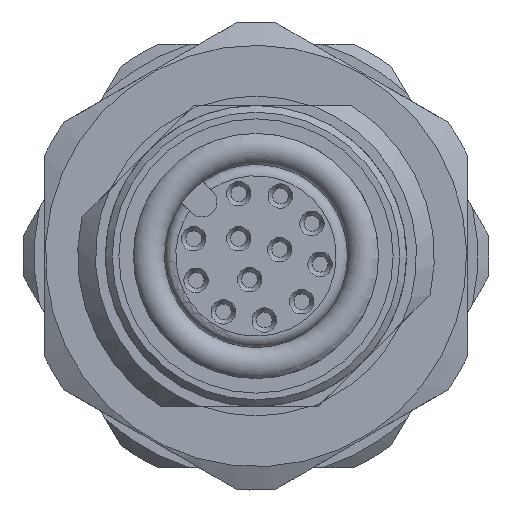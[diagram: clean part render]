
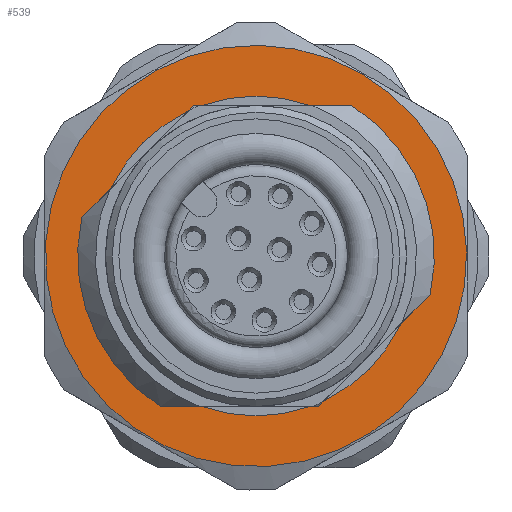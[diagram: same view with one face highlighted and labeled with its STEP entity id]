
A CAD part, front view. The second image highlights one B-rep face of the part: STEP entity #539.
In plain terms, the highlighted planar face has unit normal (0, -1, 0).
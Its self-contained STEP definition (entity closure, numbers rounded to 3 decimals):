
#162=FACE_BOUND('',#984,.T.);
#163=FACE_BOUND('',#985,.T.);
#434=PLANE('',#3494);
#539=ADVANCED_FACE('',(#162,#163),#434,.T.);
#984=EDGE_LOOP('',(#1729));
#985=EDGE_LOOP('',(#1730,#1731,#1732,#1733,#1734,#1735,#1736,#1737,#1738,
#1739,#1740,#1741,#1742,#1743));
#1360=LINE('',#5097,#1490);
#1362=LINE('',#5100,#1492);
#1368=LINE('',#5116,#1498);
#1369=LINE('',#5117,#1499);
#1375=LINE('',#5133,#1505);
#1377=LINE('',#5136,#1507);
#1382=LINE('',#5150,#1512);
#1383=LINE('',#5151,#1513);
#1490=VECTOR('',#4012,1.);
#1492=VECTOR('',#4014,1.);
#1498=VECTOR('',#4022,1.);
#1499=VECTOR('',#4023,1.);
#1505=VECTOR('',#4031,1.);
#1507=VECTOR('',#4033,1.);
#1512=VECTOR('',#4040,1.);
#1513=VECTOR('',#4041,1.);
#1729=ORIENTED_EDGE('',*,*,#2864,.F.);
#1730=ORIENTED_EDGE('',*,*,#2837,.F.);
#1731=ORIENTED_EDGE('',*,*,#2844,.F.);
#1732=ORIENTED_EDGE('',*,*,#2865,.F.);
#1733=ORIENTED_EDGE('',*,*,#2845,.F.);
#1734=ORIENTED_EDGE('',*,*,#2820,.F.);
#1735=ORIENTED_EDGE('',*,*,#2860,.T.);
#1736=ORIENTED_EDGE('',*,*,#2866,.F.);
#1737=ORIENTED_EDGE('',*,*,#2861,.T.);
#1738=ORIENTED_EDGE('',*,*,#2852,.T.);
#1739=ORIENTED_EDGE('',*,*,#2867,.F.);
#1740=ORIENTED_EDGE('',*,*,#2854,.T.);
#1741=ORIENTED_EDGE('',*,*,#2797,.F.);
#1742=ORIENTED_EDGE('',*,*,#2835,.F.);
#1743=ORIENTED_EDGE('',*,*,#2868,.F.);
#2466=VERTEX_POINT('',#4989);
#2468=VERTEX_POINT('',#4992);
#2483=VERTEX_POINT('',#5054);
#2484=VERTEX_POINT('',#5056);
#2493=VERTEX_POINT('',#5096);
#2494=VERTEX_POINT('',#5099);
#2495=VERTEX_POINT('',#5101);
#2499=VERTEX_POINT('',#5115);
#2500=VERTEX_POINT('',#5118);
#2504=VERTEX_POINT('',#5132);
#2505=VERTEX_POINT('',#5134);
#2506=VERTEX_POINT('',#5137);
#2509=VERTEX_POINT('',#5149);
#2510=VERTEX_POINT('',#5152);
#2512=VERTEX_POINT('',#5158);
#2797=EDGE_CURVE('',#2466,#2468,#3214,.T.);
#2820=EDGE_CURVE('',#2483,#2484,#3223,.T.);
#2835=EDGE_CURVE('',#2493,#2466,#1360,.T.);
#2837=EDGE_CURVE('',#2494,#2495,#1362,.T.);
#2844=EDGE_CURVE('',#2499,#2494,#1368,.T.);
#2845=EDGE_CURVE('',#2484,#2500,#1369,.T.);
#2852=EDGE_CURVE('',#2505,#2504,#1375,.T.);
#2854=EDGE_CURVE('',#2506,#2468,#1377,.T.);
#2860=EDGE_CURVE('',#2483,#2509,#1382,.T.);
#2861=EDGE_CURVE('',#2510,#2505,#1383,.T.);
#2864=EDGE_CURVE('',#2512,#2512,#3230,.T.);
#2865=EDGE_CURVE('',#2500,#2499,#3231,.T.);
#2866=EDGE_CURVE('',#2510,#2509,#3232,.T.);
#2867=EDGE_CURVE('',#2506,#2504,#3233,.T.);
#2868=EDGE_CURVE('',#2495,#2493,#3234,.T.);
#3214=CIRCLE('',#3454,8.);
#3223=CIRCLE('',#3470,8.);
#3230=CIRCLE('',#3489,9.45);
#3231=CIRCLE('',#3490,7.172);
#3232=CIRCLE('',#3491,7.172);
#3233=CIRCLE('',#3492,7.172);
#3234=CIRCLE('',#3493,7.172);
#3454=AXIS2_PLACEMENT_3D('',#4991,#3937,#3938);
#3470=AXIS2_PLACEMENT_3D('',#5055,#3977,#3978);
#3489=AXIS2_PLACEMENT_3D('',#5157,#4046,#4047);
#3490=AXIS2_PLACEMENT_3D('',#5159,#4048,#4049);
#3491=AXIS2_PLACEMENT_3D('',#5160,#4050,#4051);
#3492=AXIS2_PLACEMENT_3D('',#5161,#4052,#4053);
#3493=AXIS2_PLACEMENT_3D('',#5162,#4054,#4055);
#3494=AXIS2_PLACEMENT_3D('',#5163,#4056,#4057);
#3937=DIRECTION('',(0.,-1.,0.));
#3938=DIRECTION('',(0.,0.,1.));
#3977=DIRECTION('',(0.,-1.,0.));
#3978=DIRECTION('',(0.,0.,1.));
#4012=DIRECTION('',(-0.707,0.,-0.707));
#4014=DIRECTION('',(-0.707,0.,-0.707));
#4022=DIRECTION('',(-1.,0.,0.));
#4023=DIRECTION('',(-1.,0.,0.));
#4031=DIRECTION('',(-1.,0.,0.));
#4033=DIRECTION('',(-1.,0.,0.));
#4040=DIRECTION('',(-0.707,0.,-0.707));
#4041=DIRECTION('',(-0.707,0.,-0.707));
#4046=DIRECTION('',(0.,1.,0.));
#4047=DIRECTION('',(0.5,0.,0.866));
#4048=DIRECTION('',(0.,-1.,0.));
#4049=DIRECTION('',(-0.5,0.,-0.866));
#4050=DIRECTION('',(0.,-1.,0.));
#4051=DIRECTION('',(-0.5,0.,-0.866));
#4052=DIRECTION('',(0.,-1.,0.));
#4053=DIRECTION('',(-0.5,0.,-0.866));
#4054=DIRECTION('',(0.,-1.,0.));
#4055=DIRECTION('',(-0.5,0.,-0.866));
#4056=DIRECTION('',(0.,-1.,0.));
#4057=DIRECTION('',(0.5,0.,0.866));
#4989=CARTESIAN_POINT('',(0.641,1.05,1.737));
#4991=CARTESIAN_POINT('',(8.45,1.05,0.));
#4992=CARTESIAN_POINT('',(4.156,1.05,-6.75));
#5054=CARTESIAN_POINT('',(16.259,1.05,-1.737));
#5055=CARTESIAN_POINT('',(8.45,1.05,0.));
#5056=CARTESIAN_POINT('',(12.744,1.05,6.75));
#5096=CARTESIAN_POINT('',(1.963,1.05,3.059));
#5097=CARTESIAN_POINT('',(-0.385,1.05,0.711));
#5099=CARTESIAN_POINT('',(5.654,1.05,6.75));
#5100=CARTESIAN_POINT('',(-0.385,1.05,0.711));
#5101=CARTESIAN_POINT('',(5.391,1.05,6.487));
#5115=CARTESIAN_POINT('',(6.026,1.05,6.75));
#5116=CARTESIAN_POINT('',(5.654,1.05,6.75));
#5117=CARTESIAN_POINT('',(5.654,1.05,6.75));
#5118=CARTESIAN_POINT('',(10.874,1.05,6.75));
#5132=CARTESIAN_POINT('',(10.874,1.05,-6.75));
#5133=CARTESIAN_POINT('',(2.706,1.05,-6.75));
#5134=CARTESIAN_POINT('',(11.246,1.05,-6.75));
#5136=CARTESIAN_POINT('',(2.706,1.05,-6.75));
#5137=CARTESIAN_POINT('',(6.026,1.05,-6.75));
#5149=CARTESIAN_POINT('',(14.937,1.05,-3.059));
#5150=CARTESIAN_POINT('',(11.246,1.05,-6.75));
#5151=CARTESIAN_POINT('',(11.246,1.05,-6.75));
#5152=CARTESIAN_POINT('',(11.509,1.05,-6.487));
#5157=CARTESIAN_POINT('',(8.45,1.05,0.));
#5158=CARTESIAN_POINT('',(13.175,1.05,8.184));
#5159=CARTESIAN_POINT('',(8.45,1.05,0.));
#5160=CARTESIAN_POINT('',(8.45,1.05,0.));
#5161=CARTESIAN_POINT('',(8.45,1.05,0.));
#5162=CARTESIAN_POINT('',(8.45,1.05,0.));
#5163=CARTESIAN_POINT('',(8.45,1.05,0.));
